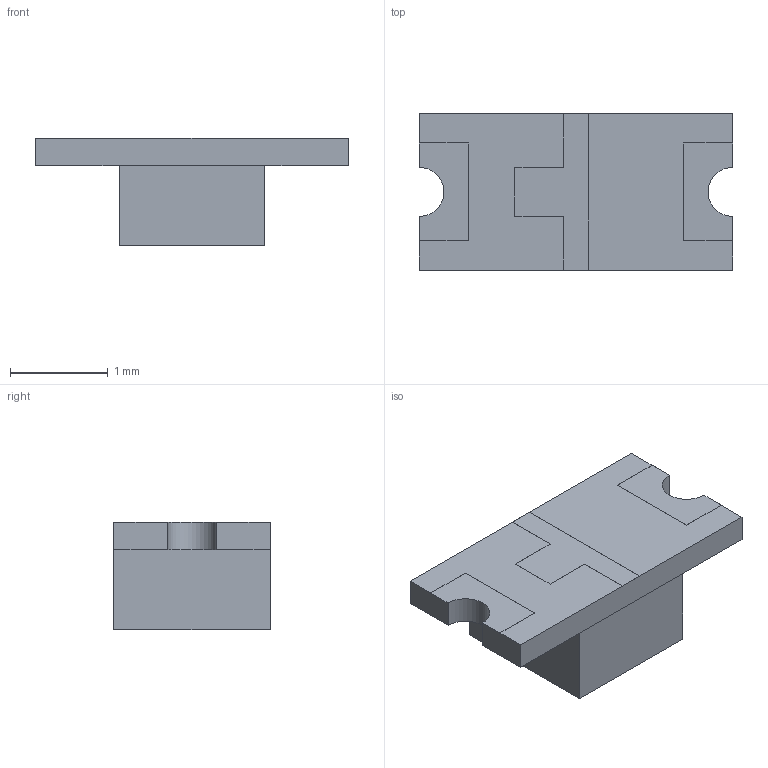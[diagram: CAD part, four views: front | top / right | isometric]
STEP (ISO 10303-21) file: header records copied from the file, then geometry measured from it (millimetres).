
FILE_DESCRIPTION(('FreeCAD Model'),'2;1');
FILE_NAME('LITE-ON - LTST-C230KRKT.step', '2018-11-22T19:21:06',('Author'),(''), 'Open CASCADE STEP processor 6.8','FreeCAD','Unknown');
FILE_SCHEMA(('AUTOMOTIVE_DESIGN_CC2 { 1 2 10303 214 -1 1 5 4 }'));
Length unit declared in the file: millimetre
Products named in the file (1): Pocket
Bounding box: 3.2 x 1.6 x 1.1 mm (x, y, z)
Volume: 3.3 mm3; surface area: 17.8 mm2
Topology: 1 solids, 1 shells, 38 faces, 96 edges, 60 vertices
Faces by surface type: plane 36, cylinder 2
Entity records: 1389 total; most frequent: CARTESIAN_POINT 195, ORIENTED_EDGE 192, DIRECTION 178, EDGE_CURVE 96, LINE 92, VECTOR 92, VERTEX_POINT 60, AXIS2_PLACEMENT_3D 43
